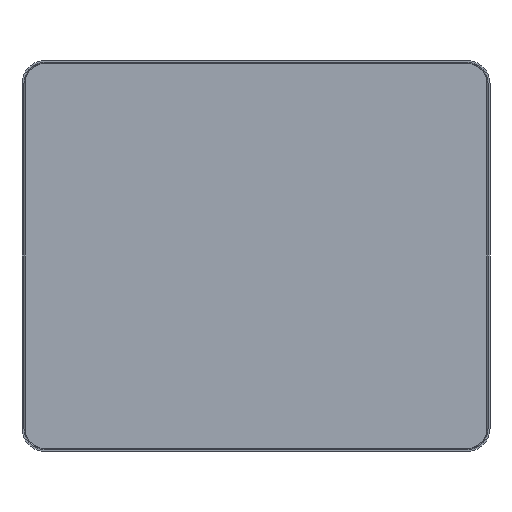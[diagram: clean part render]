
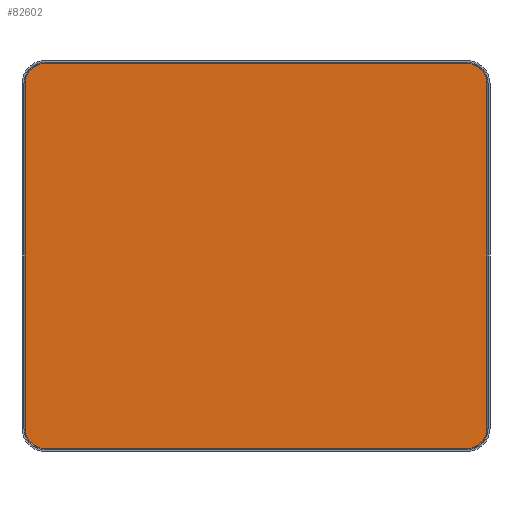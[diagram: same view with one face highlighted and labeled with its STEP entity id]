
A CAD part, front view. The second image highlights one B-rep face of the part: STEP entity #82602.
In plain terms, the highlighted planar face has unit normal (0, -1, 0).
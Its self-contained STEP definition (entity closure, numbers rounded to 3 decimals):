
#28238=DIRECTION('',(1.,0.,0.));
#28239=VECTOR('',#28238,43.248);
#28240=CARTESIAN_POINT('',(-21.624,1.75,-19.764));
#28241=LINE('',#28240,#28239);
#28247=CARTESIAN_POINT('',(21.624,1.75,17.687));
#28248=DIRECTION('',(0.,1.,0.));
#28249=DIRECTION('',(0.,0.,1.));
#28250=AXIS2_PLACEMENT_3D('',#28247,#28248,#28249);
#28252=CARTESIAN_POINT('',(21.624,1.75,-17.687));
#28253=DIRECTION('',(0.,-1.,0.));
#28254=DIRECTION('',(0.,0.,-1.));
#28255=AXIS2_PLACEMENT_3D('',#28252,#28253,#28254);
#28257=CARTESIAN_POINT('',(-21.624,1.75,-17.687));
#28258=DIRECTION('',(0.,1.,0.));
#28259=DIRECTION('',(0.,0.,-1.));
#28260=AXIS2_PLACEMENT_3D('',#28257,#28258,#28259);
#28262=CARTESIAN_POINT('',(-21.624,1.75,17.687));
#28263=DIRECTION('',(0.,-1.,0.));
#28264=DIRECTION('',(0.,0.,1.));
#28265=AXIS2_PLACEMENT_3D('',#28262,#28263,#28264);
#28271=DIRECTION('',(-1.,0.,0.));
#28272=VECTOR('',#28271,43.248);
#28273=CARTESIAN_POINT('',(21.624,1.75,19.764));
#28274=LINE('',#28273,#28272);
#28297=DIRECTION('',(0.,0.,1.));
#28298=VECTOR('',#28297,35.373);
#28299=CARTESIAN_POINT('',(23.701,1.75,-17.687));
#28300=LINE('',#28299,#28298);
#28347=DIRECTION('',(0.,0.,-1.));
#28348=VECTOR('',#28347,35.373);
#28349=CARTESIAN_POINT('',(-23.701,1.75,17.687));
#28350=LINE('',#28349,#28348);
#28641=CARTESIAN_POINT('',(-21.624,1.75,-19.764));
#28642=CARTESIAN_POINT('',(-23.701,1.75,-17.687));
#28643=VERTEX_POINT('',#28641);
#28644=VERTEX_POINT('',#28642);
#29219=CARTESIAN_POINT('',(-21.624,1.75,19.764));
#29220=CARTESIAN_POINT('',(-23.701,1.75,17.687));
#29221=VERTEX_POINT('',#29219);
#29222=VERTEX_POINT('',#29220);
#29727=CARTESIAN_POINT('',(21.624,1.75,19.764));
#29728=CARTESIAN_POINT('',(23.701,1.75,17.687));
#29729=VERTEX_POINT('',#29727);
#29730=VERTEX_POINT('',#29728);
#30305=CARTESIAN_POINT('',(21.624,1.75,-19.764));
#30306=CARTESIAN_POINT('',(23.701,1.75,-17.687));
#30307=VERTEX_POINT('',#30305);
#30308=VERTEX_POINT('',#30306);
#82581=CARTESIAN_POINT('',(0.,1.75,0.));
#82582=DIRECTION('',(0.,1.,0.));
#82583=DIRECTION('',(-1.,0.,0.));
#82584=AXIS2_PLACEMENT_3D('',#82581,#82582,#82583);
#82585=PLANE('',#82584);
#82587=ORIENTED_EDGE('',*,*,#82586,.F.);
#82589=ORIENTED_EDGE('',*,*,#82588,.T.);
#82591=ORIENTED_EDGE('',*,*,#82590,.F.);
#82593=ORIENTED_EDGE('',*,*,#82592,.F.);
#82594=ORIENTED_EDGE('',*,*,#82559,.F.);
#82595=ORIENTED_EDGE('',*,*,#82571,.T.);
#82597=ORIENTED_EDGE('',*,*,#82596,.F.);
#82599=ORIENTED_EDGE('',*,*,#82598,.F.);
#82600=EDGE_LOOP('',(#82587,#82589,#82591,#82593,#82594,#82595,#82597,#82599));
#82601=FACE_OUTER_BOUND('',#82600,.F.);
#82602=ADVANCED_FACE('',(#82601),#82585,.F.);
#28251=CIRCLE('',#28250,2.077);
#28256=CIRCLE('',#28255,2.077);
#28261=CIRCLE('',#28260,2.077);
#28266=CIRCLE('',#28265,2.077);
#82559=EDGE_CURVE('',#28643,#30307,#28241,.T.);
#82571=EDGE_CURVE('',#28643,#28644,#28261,.T.);
#82586=EDGE_CURVE('',#29729,#29221,#28274,.T.);
#82588=EDGE_CURVE('',#29729,#29730,#28251,.T.);
#82590=EDGE_CURVE('',#30308,#29730,#28300,.T.);
#82592=EDGE_CURVE('',#30307,#30308,#28256,.T.);
#82596=EDGE_CURVE('',#29222,#28644,#28350,.T.);
#82598=EDGE_CURVE('',#29221,#29222,#28266,.T.);
